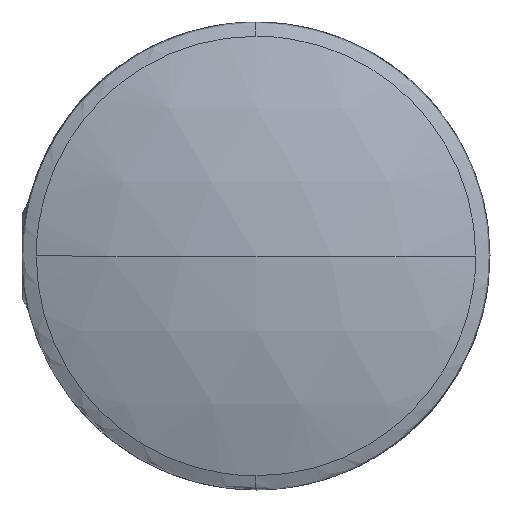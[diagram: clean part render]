
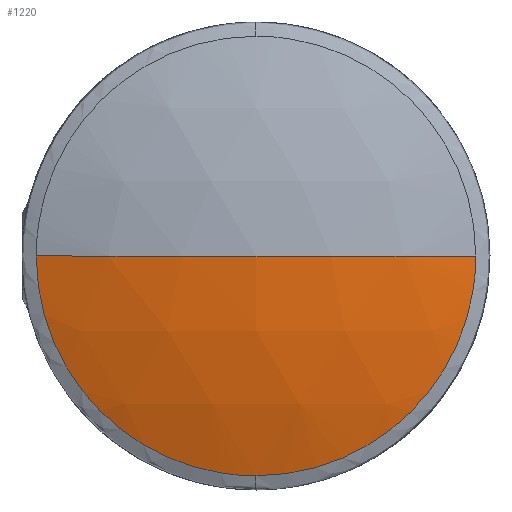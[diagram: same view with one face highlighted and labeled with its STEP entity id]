
A CAD part, left-side view. The second image highlights one B-rep face of the part: STEP entity #1220.
In plain terms, the highlighted spherical face has radius 31.25 mm.
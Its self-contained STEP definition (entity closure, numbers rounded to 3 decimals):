
#138 = CARTESIAN_POINT ( 'NONE',  ( 1.757, -10.331, -1.352 ) ) ;
#310 = VERTEX_POINT ( 'NONE', #3356 ) ;
#497 = AXIS2_PLACEMENT_3D ( 'NONE', #1980, #3293, #664 ) ;
#588 = EDGE_LOOP ( 'NONE', ( #1759, #4387, #2311, #4441 ) ) ;
#602 = CARTESIAN_POINT ( 'NONE',  ( 1.757, -2.704, -10.062 ) ) ;
#664 = DIRECTION ( 'NONE',  ( 0., 1., 0. ) ) ;
#832 = CARTESIAN_POINT ( 'NONE',  ( 1.757, 9.027, -5.203 ) ) ;
#1014 = CARTESIAN_POINT ( 'NONE',  ( 1.757, -5.203, -9.027 ) ) ;
#1191 = B_SPLINE_CURVE_WITH_KNOTS ( 'NONE', 3,
 ( #3608, #4026, #602, #1014, #2747, #3590, #1462, #4009, #138, #1877 ),
 .UNSPECIFIED., .F., .F.,
 ( 4, 2, 2, 2, 4 ),
 ( 0.5, 0.563, 0.625, 0.688, 0.75 ),
 .UNSPECIFIED. ) ;
#1201 = CARTESIAN_POINT ( 'NONE',  ( 0., 0., 0. ) ) ;
#1220 = ADVANCED_FACE ( 'NONE', ( #2752 ), #4231, .T. ) ;
#1223 = CIRCLE ( 'NONE', #4492, 31.25 ) ;
#1300 = CARTESIAN_POINT ( 'NONE',  ( 1.757, 10.331, 0. ) ) ;
#1462 = CARTESIAN_POINT ( 'NONE',  ( 1.757, -9.027, -5.203 ) ) ;
#1734 = EDGE_CURVE ( 'NONE', #2758, #3380, #1810, .T. ) ;
#1759 = ORIENTED_EDGE ( 'NONE', *, *, #5423, .T. ) ;
#1760 = B_SPLINE_CURVE_WITH_KNOTS ( 'NONE', 3,
 ( #1300, #2091, #5092, #832, #5109, #3819, #4283, #4249, #3024, #2543 ),
 .UNSPECIFIED., .F., .F.,
 ( 4, 2, 2, 2, 4 ),
 ( 0.25, 0.313, 0.375, 0.438, 0.5 ),
 .UNSPECIFIED. ) ;
#1810 = CIRCLE ( 'NONE', #2479, 31.25 ) ;
#1877 = CARTESIAN_POINT ( 'NONE',  ( 1.757, -10.331, 0. ) ) ;
#1980 = CARTESIAN_POINT ( 'NONE',  ( 31.25, 0., 0. ) ) ;
#2002 = EDGE_CURVE ( 'NONE', #310, #3380, #1223, .T. ) ;
#2091 = CARTESIAN_POINT ( 'NONE',  ( 1.757, 10.331, -1.352 ) ) ;
#2173 = DIRECTION ( 'NONE',  ( 1., 0., 0. ) ) ;
#2206 = CARTESIAN_POINT ( 'NONE',  ( 31.25, 0., 0. ) ) ;
#2290 = CARTESIAN_POINT ( 'NONE',  ( 1.757, 0., -10.331 ) ) ;
#2311 = ORIENTED_EDGE ( 'NONE', *, *, #1734, .T. ) ;
#2372 = VERTEX_POINT ( 'NONE', #2290 ) ;
#2479 = AXIS2_PLACEMENT_3D ( 'NONE', #3342, #5043, #2939 ) ;
#2505 = EDGE_CURVE ( 'NONE', #2372, #2758, #1191, .T. ) ;
#2543 = CARTESIAN_POINT ( 'NONE',  ( 1.757, 0., -10.331 ) ) ;
#2747 = CARTESIAN_POINT ( 'NONE',  ( 1.757, -6.349, -8.261 ) ) ;
#2752 = FACE_OUTER_BOUND ( 'NONE', #588, .T. ) ;
#2758 = VERTEX_POINT ( 'NONE', #3669 ) ;
#2939 = DIRECTION ( 'NONE',  ( 0., 1., 0. ) ) ;
#3024 = CARTESIAN_POINT ( 'NONE',  ( 1.757, 1.352, -10.331 ) ) ;
#3293 = DIRECTION ( 'NONE',  ( 0., 0., -1. ) ) ;
#3342 = CARTESIAN_POINT ( 'NONE',  ( 31.25, 0., 0. ) ) ;
#3356 = CARTESIAN_POINT ( 'NONE',  ( 1.757, 10.331, 0. ) ) ;
#3380 = VERTEX_POINT ( 'NONE', #1201 ) ;
#3434 = DIRECTION ( 'NONE',  ( 0., 0., 1. ) ) ;
#3590 = CARTESIAN_POINT ( 'NONE',  ( 1.757, -8.261, -6.349 ) ) ;
#3608 = CARTESIAN_POINT ( 'NONE',  ( 1.757, 0., -10.331 ) ) ;
#3669 = CARTESIAN_POINT ( 'NONE',  ( 1.757, -10.331, 0. ) ) ;
#3819 = CARTESIAN_POINT ( 'NONE',  ( 1.757, 6.349, -8.261 ) ) ;
#4009 = CARTESIAN_POINT ( 'NONE',  ( 1.757, -10.062, -2.704 ) ) ;
#4026 = CARTESIAN_POINT ( 'NONE',  ( 1.757, -1.352, -10.331 ) ) ;
#4231 = SPHERICAL_SURFACE ( 'NONE', #497, 31.25 ) ;
#4249 = CARTESIAN_POINT ( 'NONE',  ( 1.757, 2.704, -10.062 ) ) ;
#4283 = CARTESIAN_POINT ( 'NONE',  ( 1.757, 5.203, -9.027 ) ) ;
#4387 = ORIENTED_EDGE ( 'NONE', *, *, #2505, .T. ) ;
#4441 = ORIENTED_EDGE ( 'NONE', *, *, #2002, .F. ) ;
#4492 = AXIS2_PLACEMENT_3D ( 'NONE', #2206, #3434, #2173 ) ;
#5043 = DIRECTION ( 'NONE',  ( 0., 0., -1. ) ) ;
#5092 = CARTESIAN_POINT ( 'NONE',  ( 1.757, 10.062, -2.704 ) ) ;
#5109 = CARTESIAN_POINT ( 'NONE',  ( 1.757, 8.261, -6.349 ) ) ;
#5423 = EDGE_CURVE ( 'NONE', #310, #2372, #1760, .T. ) ;
